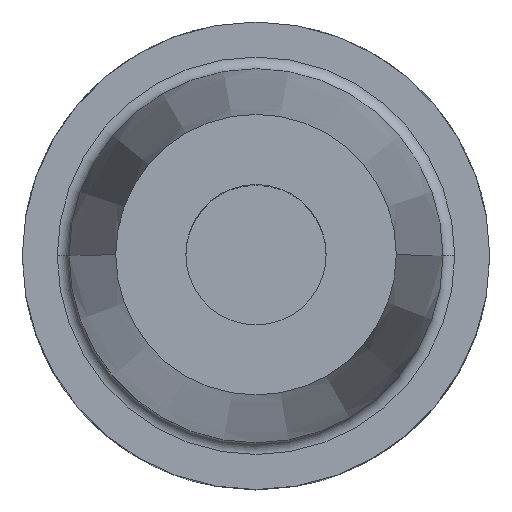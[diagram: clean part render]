
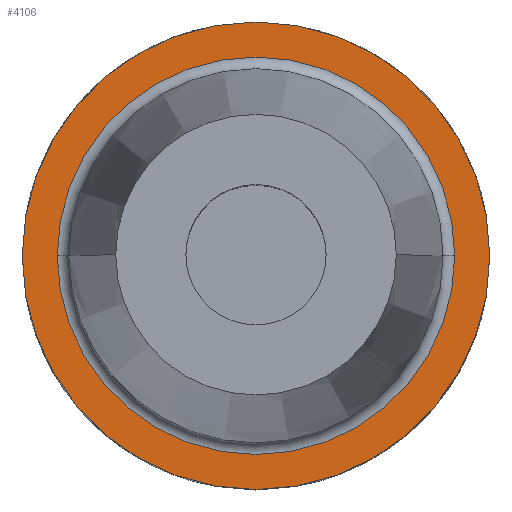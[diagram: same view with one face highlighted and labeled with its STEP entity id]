
A CAD part, top view. The second image highlights one B-rep face of the part: STEP entity #4106.
In plain terms, the highlighted planar face has unit normal (0, 0, 1).
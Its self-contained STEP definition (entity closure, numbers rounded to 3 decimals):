
#239 = DIRECTION ( 'NONE',  ( 1., 0., 0. ) ) ;
#266 = CIRCLE ( 'NONE', #3953, 20. ) ;
#474 = CARTESIAN_POINT ( 'NONE',  ( 17., 0., 20. ) ) ;
#633 = CARTESIAN_POINT ( 'NONE',  ( -17., 0., 20. ) ) ;
#745 = ORIENTED_EDGE ( 'NONE', *, *, #2554, .T. ) ;
#950 = DIRECTION ( 'NONE',  ( 0., 0., -1. ) ) ;
#1191 = CARTESIAN_POINT ( 'NONE',  ( 0., 0., 20. ) ) ;
#1207 = CARTESIAN_POINT ( 'NONE',  ( -20., 0., 20. ) ) ;
#1248 = DIRECTION ( 'NONE',  ( 0., 0., -1. ) ) ;
#1250 = DIRECTION ( 'NONE',  ( 0., 0., -1. ) ) ;
#1411 = CARTESIAN_POINT ( 'NONE',  ( 20., 0., 20. ) ) ;
#1534 = DIRECTION ( 'NONE',  ( 1., 0., 0. ) ) ;
#1967 = AXIS2_PLACEMENT_3D ( 'NONE', #3350, #1248, #3712 ) ;
#2319 = CARTESIAN_POINT ( 'NONE',  ( 0., 0., 20. ) ) ;
#2349 = DIRECTION ( 'NONE',  ( 0., 0., 1. ) ) ;
#2524 = AXIS2_PLACEMENT_3D ( 'NONE', #3351, #1250, #3713 ) ;
#2554 = EDGE_CURVE ( 'NONE', #2828, #4014, #4250, .T. ) ;
#2701 = ORIENTED_EDGE ( 'NONE', *, *, #2715, .T. ) ;
#2715 = EDGE_CURVE ( 'NONE', #3996, #3042, #266, .T. ) ;
#2828 = VERTEX_POINT ( 'NONE', #633 ) ;
#2906 = AXIS2_PLACEMENT_3D ( 'NONE', #2319, #950, #3395 ) ;
#3027 = FACE_OUTER_BOUND ( 'NONE', #4039, .T. ) ;
#3042 = VERTEX_POINT ( 'NONE', #1411 ) ;
#3066 = ORIENTED_EDGE ( 'NONE', *, *, #3919, .T. ) ;
#3141 = FACE_BOUND ( 'NONE', #4330, .T. ) ;
#3350 = CARTESIAN_POINT ( 'NONE',  ( 0., 0., 20. ) ) ;
#3351 = CARTESIAN_POINT ( 'NONE',  ( 0., 0., 20. ) ) ;
#3375 = CIRCLE ( 'NONE', #4157, 20. ) ;
#3395 = DIRECTION ( 'NONE',  ( -1., 0., 0. ) ) ;
#3654 = DIRECTION ( 'NONE',  ( 0., 0., 1. ) ) ;
#3712 = DIRECTION ( 'NONE',  ( -1., 0., 0. ) ) ;
#3713 = DIRECTION ( 'NONE',  ( -1., 0., 0. ) ) ;
#3802 = ORIENTED_EDGE ( 'NONE', *, *, #4056, .T. ) ;
#3919 = EDGE_CURVE ( 'NONE', #3042, #3996, #3375, .T. ) ;
#3953 = AXIS2_PLACEMENT_3D ( 'NONE', #4468, #2349, #239 ) ;
#3996 = VERTEX_POINT ( 'NONE', #1207 ) ;
#4014 = VERTEX_POINT ( 'NONE', #474 ) ;
#4039 = EDGE_LOOP ( 'NONE', ( #3066, #2701 ) ) ;
#4056 = EDGE_CURVE ( 'NONE', #4014, #2828, #4190, .T. ) ;
#4106 = ADVANCED_FACE ( 'NONE', ( #3141, #3027 ), #4412, .F. ) ;
#4157 = AXIS2_PLACEMENT_3D ( 'NONE', #1191, #3654, #1534 ) ;
#4190 = CIRCLE ( 'NONE', #1967, 17. ) ;
#4250 = CIRCLE ( 'NONE', #2524, 17. ) ;
#4330 = EDGE_LOOP ( 'NONE', ( #745, #3802 ) ) ;
#4412 = PLANE ( 'NONE',  #2906 ) ;
#4468 = CARTESIAN_POINT ( 'NONE',  ( 0., 0., 20. ) ) ;
